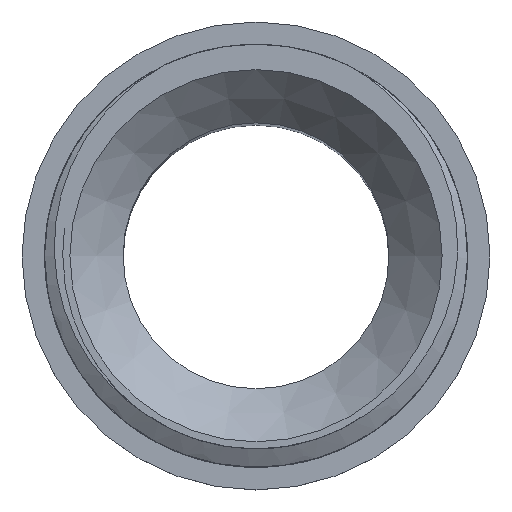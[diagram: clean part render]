
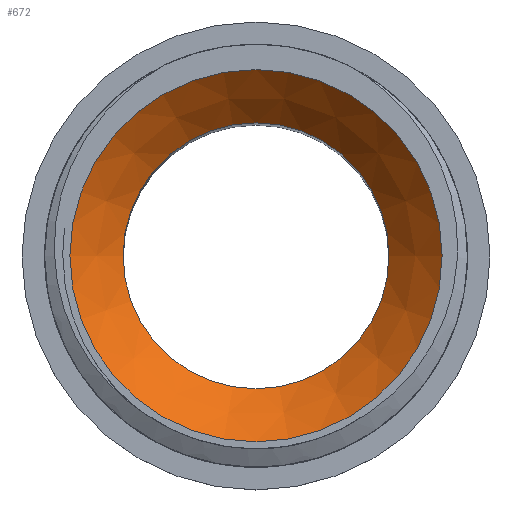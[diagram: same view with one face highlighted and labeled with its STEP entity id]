
A CAD part, top view. The second image highlights one B-rep face of the part: STEP entity #672.
In plain terms, the highlighted conical face has half-angle 45 degrees and reference radius 15 mm.
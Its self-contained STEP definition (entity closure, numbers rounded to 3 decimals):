
#25=CONICAL_SURFACE('',#732,15.,0.785);
#56=FACE_OUTER_BOUND('',#96,.T.);
#96=EDGE_LOOP('',(#505,#506,#507,#508,#509));
#125=CIRCLE('',#733,12.5);
#126=CIRCLE('',#734,12.5);
#127=CIRCLE('',#735,17.5);
#216=LINE('',#2076,#242);
#242=VECTOR('',#844,15.);
#299=VERTEX_POINT('',#2071);
#300=VERTEX_POINT('',#2072);
#301=VERTEX_POINT('',#2075);
#384=EDGE_CURVE('',#299,#300,#125,.T.);
#385=EDGE_CURVE('',#300,#299,#126,.T.);
#386=EDGE_CURVE('',#299,#301,#216,.T.);
#387=EDGE_CURVE('',#301,#301,#127,.T.);
#505=ORIENTED_EDGE('',*,*,#384,.T.);
#506=ORIENTED_EDGE('',*,*,#385,.T.);
#507=ORIENTED_EDGE('',*,*,#386,.T.);
#508=ORIENTED_EDGE('',*,*,#387,.T.);
#509=ORIENTED_EDGE('',*,*,#386,.F.);
#672=ADVANCED_FACE('',(#56),#25,.F.);
#732=AXIS2_PLACEMENT_3D('',#2070,#838,#839);
#733=AXIS2_PLACEMENT_3D('',#2073,#840,#841);
#734=AXIS2_PLACEMENT_3D('',#2074,#842,#843);
#735=AXIS2_PLACEMENT_3D('',#2077,#845,#846);
#838=DIRECTION('center_axis',(0.,0.,1.));
#839=DIRECTION('ref_axis',(-1.,0.,0.));
#840=DIRECTION('center_axis',(0.,0.,-1.));
#841=DIRECTION('ref_axis',(-1.,0.,0.));
#842=DIRECTION('center_axis',(0.,0.,-1.));
#843=DIRECTION('ref_axis',(-1.,0.,0.));
#844=DIRECTION('',(0.707,0.,0.707));
#845=DIRECTION('center_axis',(0.,0.,1.));
#846=DIRECTION('ref_axis',(-1.,0.,0.));
#2070=CARTESIAN_POINT('Origin',(0.,0.,219.5));
#2071=CARTESIAN_POINT('',(12.5,0.,217.));
#2072=CARTESIAN_POINT('',(-12.5,0.,217.));
#2073=CARTESIAN_POINT('Origin',(0.,0.,217.));
#2074=CARTESIAN_POINT('Origin',(0.,0.,217.));
#2075=CARTESIAN_POINT('',(17.5,0.,222.));
#2076=CARTESIAN_POINT('',(15.,0.,219.5));
#2077=CARTESIAN_POINT('Origin',(0.,0.,222.));
